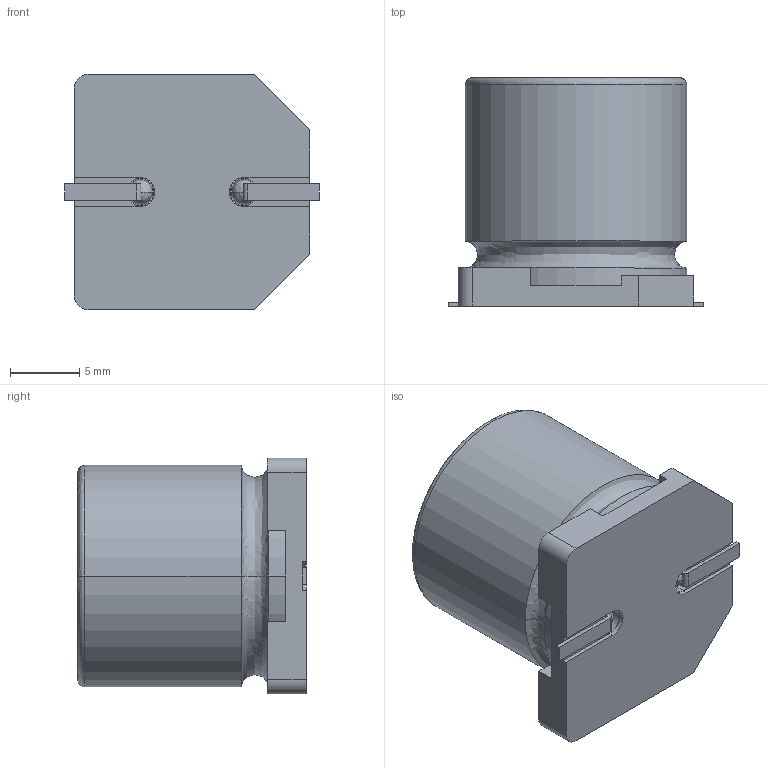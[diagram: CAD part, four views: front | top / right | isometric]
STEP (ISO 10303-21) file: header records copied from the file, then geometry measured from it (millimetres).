
FILE_DESCRIPTION (( 'STEP AP214' ), '1' );
FILE_NAME ('User Library-SIZE CODE J16.STEP', '2023-12-17T18:34:01', ( '' ), ( '' ), 'SwSTEP 2.0', 'SolidWorks 2022', '' );
FILE_SCHEMA (( 'AUTOMOTIVE_DESIGN' ));
Length unit declared in the file: millimetre
Products named in the file (4): User Library-SIZE CODE J16; •W€SIZE CODE J16-003; •W€SIZE CODE J16-001; •W€SIZE CODE J16-002
Assembly tree (4 placements, depth 2):
  User Library-SIZE CODE J16
    •W€SIZE CODE J16-001
    •W€SIZE CODE J16-002
    •W€SIZE CODE J16-003  x2
Bounding box: 18.4 x 16.5 x 17 mm (x, y, z)
Volume: 3406.5 mm3; surface area: 1953.4 mm2
Topology: 4 solids, 4 shells, 79 faces, 212 edges, 134 vertices
Faces by surface type: plane 49, cylinder 22, bspline 8
Entity records: 2981 total; most frequent: CARTESIAN_POINT 458, DIRECTION 351, ORIENTED_EDGE 342, EDGE_CURVE 171, LINE 117, AXIS2_PLACEMENT_3D 117, VECTOR 117, VERTEX_POINT 112
